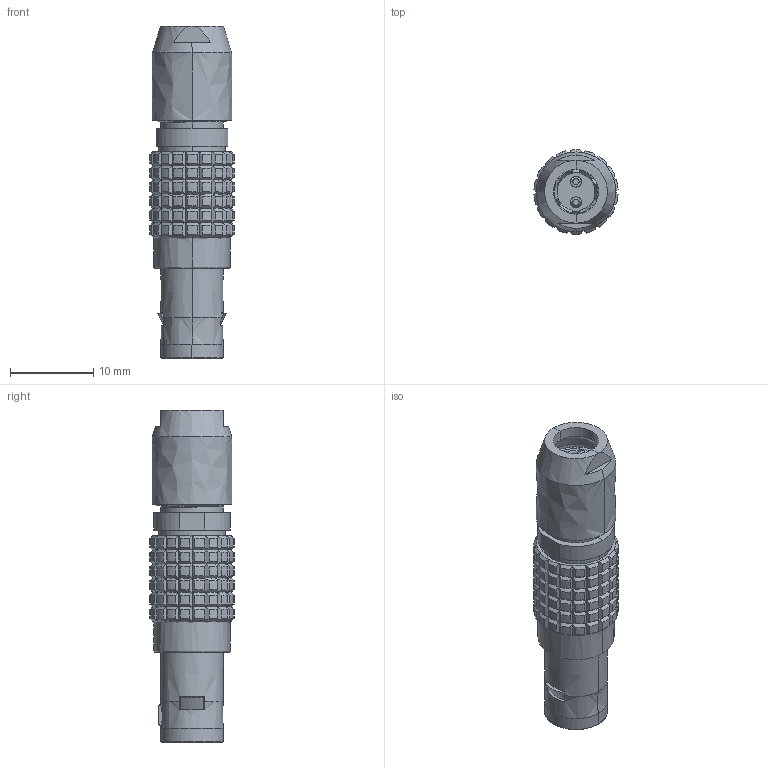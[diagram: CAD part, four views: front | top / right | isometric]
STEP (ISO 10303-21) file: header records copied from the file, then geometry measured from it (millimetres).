
FILE_DESCRIPTION(('FreeCAD Model'),'2;1');
FILE_NAME('Open CASCADE Shape Model','2025-04-28T08:26:10',('FreeCAD'),( 'FreeCAD'),'Open CASCADE STEP processor 7.6','FreeCAD','Unknown');
FILE_SCHEMA(('AUTOMOTIVE_DESIGN { 1 0 10303 214 1 1 1 1 }'));
Products named in the file (1): Open CASCADE STEP translator 7.6 1
Bounding box: 10.14 x 10.16 x 39.98 mm (x, y, z)
Volume: 1553.3 mm3; surface area: 5166.7 mm2
Topology: 11 solids, 11 shells, 1069 faces, 2483 edges, 1416 vertices
Faces by surface type: bspline 1069
Entity records: 56075 total; most frequent: CARTESIAN_POINT 41870, ORIENTED_EDGE 4956, EDGE_CURVE 2478, B_SPLINE_CURVE_WITH_KNOTS 1718, VERTEX_POINT 1415, FACE_BOUND 1075, EDGE_LOOP 1075, ADVANCED_FACE 1069
